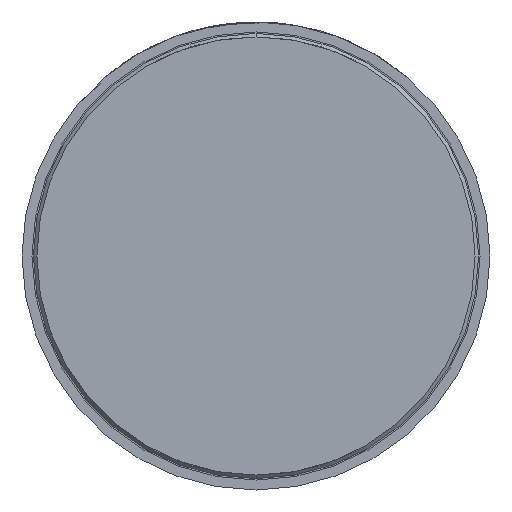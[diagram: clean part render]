
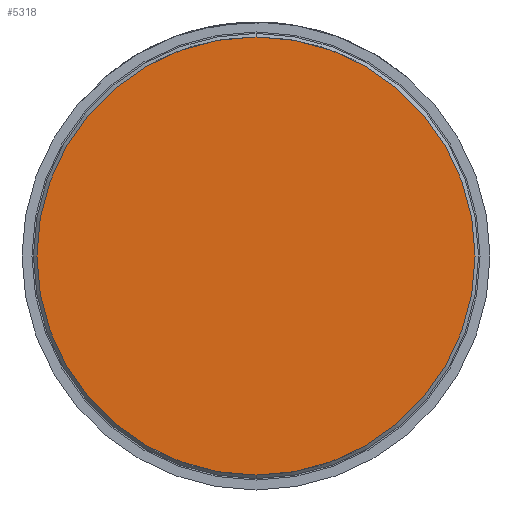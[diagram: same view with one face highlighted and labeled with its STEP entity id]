
A CAD part, front view. The second image highlights one B-rep face of the part: STEP entity #5318.
In plain terms, the highlighted planar face has unit normal (0, -1, 0).
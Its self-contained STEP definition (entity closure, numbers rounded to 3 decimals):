
#152 = ORIENTED_EDGE ( 'NONE', *, *, #669, .T. ) ;
#340 = DIRECTION ( 'NONE',  ( 0., -1., 0. ) ) ;
#420 = CARTESIAN_POINT ( 'NONE',  ( 0., 0., 0. ) ) ;
#534 = CIRCLE ( 'NONE', #2645, 2.2 ) ;
#669 = EDGE_CURVE ( 'Defeature ausgef�hrt1_7+Defeature ausgef�hrt1_14+Defeature ausgef�hrt1_14+Defeature ausgef�hrt1_14', #1503, #1152, #3294, .T. ) ;
#1132 = FACE_OUTER_BOUND ( 'NONE', #3973, .T. ) ;
#1152 = VERTEX_POINT ( 'NONE', #3562 ) ;
#1503 = VERTEX_POINT ( 'NONE', #2901 ) ;
#2125 = ORIENTED_EDGE ( 'NONE', *, *, #5797, .T. ) ;
#2432 = PLANE ( 'NONE',  #2487 ) ;
#2487 = AXIS2_PLACEMENT_3D ( 'NONE', #4948, #3940, #2911 ) ;
#2645 = AXIS2_PLACEMENT_3D ( 'NONE', #420, #2950, #4943 ) ;
#2901 = CARTESIAN_POINT ( 'NONE',  ( -2.2, 0., 0. ) ) ;
#2911 = DIRECTION ( 'NONE',  ( -1., 0., 0. ) ) ;
#2950 = DIRECTION ( 'NONE',  ( 0., -1., 0. ) ) ;
#3294 = CIRCLE ( 'NONE', #3655, 2.2 ) ;
#3302 = CARTESIAN_POINT ( 'NONE',  ( 0., 0., 0. ) ) ;
#3562 = CARTESIAN_POINT ( 'NONE',  ( 2.2, 0., 0. ) ) ;
#3655 = AXIS2_PLACEMENT_3D ( 'NONE', #3302, #340, #5855 ) ;
#3940 = DIRECTION ( 'NONE',  ( 0., 1., 0. ) ) ;
#3973 = EDGE_LOOP ( 'NONE', ( #2125, #152 ) ) ;
#4943 = DIRECTION ( 'NONE',  ( 1., 0., 0. ) ) ;
#4948 = CARTESIAN_POINT ( 'NONE',  ( 0., 0., 1.9 ) ) ;
#5318 = ADVANCED_FACE ( 'Defeature ausgef�hrt1_7', ( #1132 ), #2432, .F. ) ;
#5797 = EDGE_CURVE ( 'Defeature ausgef�hrt1_7+Defeature ausgef�hrt1_14+Defeature ausgef�hrt1_14+Defeature ausgef�hrt1_14', #1152, #1503, #534, .T. ) ;
#5855 = DIRECTION ( 'NONE',  ( 1., 0., 0. ) ) ;
